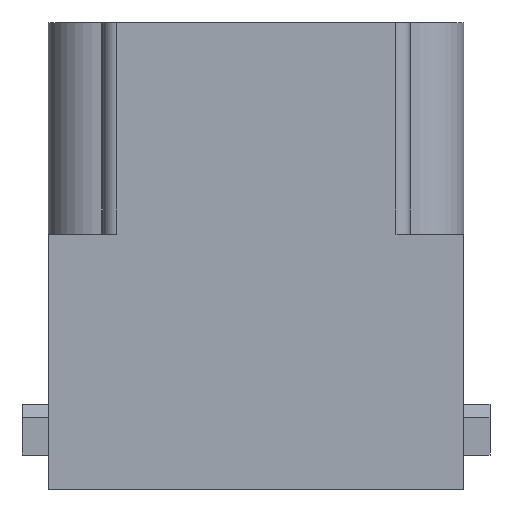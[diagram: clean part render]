
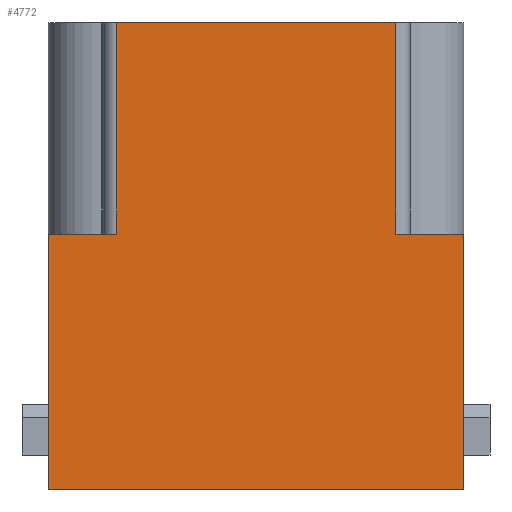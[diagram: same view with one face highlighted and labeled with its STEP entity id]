
A CAD part, left-side view. The second image highlights one B-rep face of the part: STEP entity #4772.
In plain terms, the highlighted face is planar.
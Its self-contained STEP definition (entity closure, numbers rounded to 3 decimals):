
#2676=CARTESIAN_POINT('',(7.3,-17.6,15.15));
#2677=VERTEX_POINT('',#2676);
#2684=CARTESIAN_POINT('',(7.3,1.,15.15));
#2685=VERTEX_POINT('',#2684);
#2686=CARTESIAN_POINT('',(7.3,1.,15.15));
#2687=DIRECTION('',(0.,-1.,0.));
#2688=VECTOR('',#2687,18.6);
#2689=LINE('',#2686,#2688);
#2690=EDGE_CURVE('',#2685,#2677,#2689,.T.);
#2870=CARTESIAN_POINT('',(7.3,1.,-15.15));
#2871=VERTEX_POINT('',#2870);
#2878=CARTESIAN_POINT('',(7.3,-17.6,-15.15));
#2879=VERTEX_POINT('',#2878);
#2880=CARTESIAN_POINT('',(7.3,1.,-15.15));
#2881=DIRECTION('',(0.,-1.,0.));
#2882=VECTOR('',#2881,18.6);
#2883=LINE('',#2880,#2882);
#2884=EDGE_CURVE('',#2871,#2879,#2883,.T.);
#3301=CARTESIAN_POINT('',(7.3,1.,-10.2));
#3302=VERTEX_POINT('',#3301);
#3303=CARTESIAN_POINT('',(7.3,1.,-15.15));
#3304=DIRECTION('',(0.,0.,1.));
#3305=VECTOR('',#3304,4.95);
#3306=LINE('',#3303,#3305);
#3307=EDGE_CURVE('',#2871,#3302,#3306,.T.);
#3548=CARTESIAN_POINT('',(7.3,16.4,10.15));
#3549=VERTEX_POINT('',#3548);
#3550=CARTESIAN_POINT('',(7.3,16.4,-10.2));
#3551=VERTEX_POINT('',#3550);
#3552=CARTESIAN_POINT('',(7.3,16.4,10.15));
#3553=DIRECTION('',(0.,0.,-1.));
#3554=VECTOR('',#3553,20.35);
#3555=LINE('',#3552,#3554);
#3556=EDGE_CURVE('',#3549,#3551,#3555,.T.);
#3667=CARTESIAN_POINT('',(7.3,1.,10.15));
#3668=VERTEX_POINT('',#3667);
#3669=CARTESIAN_POINT('',(7.3,1.,10.15));
#3670=DIRECTION('',(0.,0.,1.));
#3671=VECTOR('',#3670,5.);
#3672=LINE('',#3669,#3671);
#3673=EDGE_CURVE('',#3668,#2685,#3672,.T.);
#3762=CARTESIAN_POINT('',(7.3,16.4,10.15));
#3763=DIRECTION('',(0.,-1.,0.));
#3764=VECTOR('',#3763,15.4);
#3765=LINE('',#3762,#3764);
#3766=EDGE_CURVE('',#3549,#3668,#3765,.T.);
#4066=CARTESIAN_POINT('',(7.3,16.4,-10.2));
#4067=DIRECTION('',(0.,-1.,0.));
#4068=VECTOR('',#4067,15.4);
#4069=LINE('',#4066,#4068);
#4070=EDGE_CURVE('',#3551,#3302,#4069,.T.);
#4591=CARTESIAN_POINT('',(7.3,-17.6,15.15));
#4592=DIRECTION('',(0.,0.,-1.));
#4593=VECTOR('',#4592,30.3);
#4594=LINE('',#4591,#4593);
#4595=EDGE_CURVE('',#2677,#2879,#4594,.T.);
#4757=CARTESIAN_POINT('',(7.3,-0.8,0.));
#4758=DIRECTION('',(1.,0.,0.));
#4759=DIRECTION('',(0.,-1.,0.));
#4760=AXIS2_PLACEMENT_3D('',#4757,#4758,#4759);
#4761=PLANE('',#4760);
#4762=ORIENTED_EDGE('',*,*,#4070,.F.);
#4763=ORIENTED_EDGE('',*,*,#3556,.F.);
#4764=ORIENTED_EDGE('',*,*,#3766,.T.);
#4765=ORIENTED_EDGE('',*,*,#3673,.T.);
#4766=ORIENTED_EDGE('',*,*,#2690,.T.);
#4767=ORIENTED_EDGE('',*,*,#4595,.T.);
#4768=ORIENTED_EDGE('',*,*,#2884,.F.);
#4769=ORIENTED_EDGE('',*,*,#3307,.T.);
#4770=EDGE_LOOP('',(#4762,#4763,#4764,#4765,#4766,#4767,#4768,#4769));
#4771=FACE_BOUND('',#4770,.T.);
#4772=ADVANCED_FACE('',(#4771),#4761,.T.);
